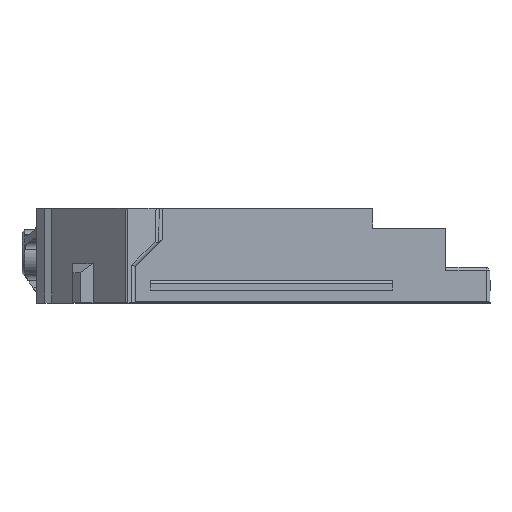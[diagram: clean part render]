
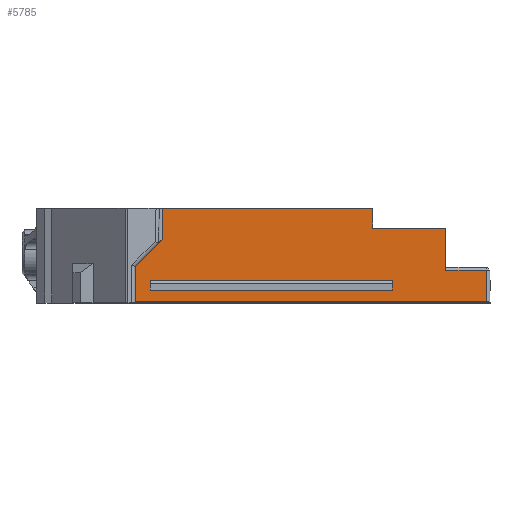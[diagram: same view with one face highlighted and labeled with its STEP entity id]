
A CAD part, top view. The second image highlights one B-rep face of the part: STEP entity #5785.
In plain terms, the highlighted planar face has unit normal (0, 0, 1).
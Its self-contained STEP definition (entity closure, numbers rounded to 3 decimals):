
#231=FACE_BOUND('',#883,.T.);
#545=FACE_OUTER_BOUND('',#882,.T.);
#882=EDGE_LOOP('',(#4283,#4284,#4285,#4286,#4287,#4288,#4289,#4290,#4291,
#4292));
#883=EDGE_LOOP('',(#4293,#4294,#4295,#4296));
#1288=LINE('',#8738,#1881);
#1307=LINE('',#8801,#1900);
#1385=LINE('',#9189,#1978);
#1396=LINE('',#9210,#1989);
#1397=LINE('',#9212,#1990);
#1398=LINE('',#9214,#1991);
#1399=LINE('',#9216,#1992);
#1400=LINE('',#9218,#1993);
#1401=LINE('',#9220,#1994);
#1402=LINE('',#9222,#1995);
#1403=LINE('',#9224,#1996);
#1404=LINE('',#9225,#1997);
#1405=LINE('',#9227,#1998);
#1406=LINE('',#9228,#1999);
#1881=VECTOR('',#6930,58.9);
#1900=VECTOR('',#6981,20.5);
#1978=VECTOR('',#7197,2.8);
#1989=VECTOR('',#7214,68.);
#1990=VECTOR('',#7217,5.5);
#1991=VECTOR('',#7218,8.734);
#1992=VECTOR('',#7219,10.705);
#1993=VECTOR('',#7220,9.7);
#1994=VECTOR('',#7221,98.6);
#1995=VECTOR('',#7222,8.7);
#1996=VECTOR('',#7223,11.4);
#1997=VECTOR('',#7224,11.8);
#1998=VECTOR('',#7225,2.8);
#1999=VECTOR('',#7226,68.);
#2508=VERTEX_POINT('',#8735);
#2509=VERTEX_POINT('',#8737);
#2536=VERTEX_POINT('',#8798);
#2537=VERTEX_POINT('',#8800);
#2627=VERTEX_POINT('',#9186);
#2628=VERTEX_POINT('',#9188);
#2635=VERTEX_POINT('',#9208);
#2636=VERTEX_POINT('',#9213);
#2637=VERTEX_POINT('',#9215);
#2638=VERTEX_POINT('',#9217);
#2639=VERTEX_POINT('',#9219);
#2640=VERTEX_POINT('',#9221);
#2641=VERTEX_POINT('',#9223);
#2642=VERTEX_POINT('',#9226);
#3096=EDGE_CURVE('',#2508,#2509,#1288,.T.);
#3127=EDGE_CURVE('',#2537,#2536,#1307,.T.);
#3255=EDGE_CURVE('',#2628,#2627,#1385,.T.);
#3266=EDGE_CURVE('',#2635,#2627,#1396,.T.);
#3267=EDGE_CURVE('',#2509,#2536,#1397,.T.);
#3268=EDGE_CURVE('',#2508,#2636,#1398,.T.);
#3269=EDGE_CURVE('',#2636,#2637,#1399,.T.);
#3270=EDGE_CURVE('',#2638,#2637,#1400,.T.);
#3271=EDGE_CURVE('',#2638,#2639,#1401,.T.);
#3272=EDGE_CURVE('',#2639,#2640,#1402,.T.);
#3273=EDGE_CURVE('',#2640,#2641,#1403,.T.);
#3274=EDGE_CURVE('',#2641,#2537,#1404,.T.);
#3275=EDGE_CURVE('',#2642,#2635,#1405,.T.);
#3276=EDGE_CURVE('',#2642,#2628,#1406,.T.);
#4283=ORIENTED_EDGE('',*,*,#3127,.T.);
#4284=ORIENTED_EDGE('',*,*,#3267,.F.);
#4285=ORIENTED_EDGE('',*,*,#3096,.F.);
#4286=ORIENTED_EDGE('',*,*,#3268,.T.);
#4287=ORIENTED_EDGE('',*,*,#3269,.T.);
#4288=ORIENTED_EDGE('',*,*,#3270,.F.);
#4289=ORIENTED_EDGE('',*,*,#3271,.T.);
#4290=ORIENTED_EDGE('',*,*,#3272,.T.);
#4291=ORIENTED_EDGE('',*,*,#3273,.T.);
#4292=ORIENTED_EDGE('',*,*,#3274,.T.);
#4293=ORIENTED_EDGE('',*,*,#3255,.T.);
#4294=ORIENTED_EDGE('',*,*,#3266,.F.);
#4295=ORIENTED_EDGE('',*,*,#3275,.F.);
#4296=ORIENTED_EDGE('',*,*,#3276,.T.);
#5582=PLANE('',#6232);
#5785=ADVANCED_FACE('',(#545,#231),#5582,.T.);
#6232=AXIS2_PLACEMENT_3D('',#9211,#7215,#7216);
#6930=DIRECTION('',(1.,0.,0.));
#6981=DIRECTION('',(-1.,0.,0.));
#7197=DIRECTION('',(0.,1.,0.));
#7214=DIRECTION('',(-1.,0.,0.));
#7215=DIRECTION('center_axis',(0.,0.,1.));
#7216=DIRECTION('ref_axis',(1.,0.,0.));
#7217=DIRECTION('',(0.,-1.,0.));
#7218=DIRECTION('',(-0.026,-1.,0.));
#7219=DIRECTION('',(-0.707,-0.707,0.));
#7220=DIRECTION('',(0.,1.,0.));
#7221=DIRECTION('',(1.,0.,0.));
#7222=DIRECTION('',(0.,1.,0.));
#7223=DIRECTION('',(-1.,0.,0.));
#7224=DIRECTION('',(0.,1.,0.));
#7225=DIRECTION('',(0.,1.,0.));
#7226=DIRECTION('',(-1.,0.,0.));
#8735=CARTESIAN_POINT('',(-94.4,15.,26.5));
#8737=CARTESIAN_POINT('',(-35.5,15.,26.5));
#8738=CARTESIAN_POINT('',(-94.4,15.,26.5));
#8798=CARTESIAN_POINT('',(-35.5,9.5,26.5));
#8800=CARTESIAN_POINT('',(-15.,9.5,26.5));
#8801=CARTESIAN_POINT('',(-15.,9.5,26.5));
#9186=CARTESIAN_POINT('',(-98.,-5.1,26.5));
#9188=CARTESIAN_POINT('',(-98.,-7.9,26.5));
#9189=CARTESIAN_POINT('',(-98.,-7.9,26.5));
#9208=CARTESIAN_POINT('',(-30.,-5.1,26.5));
#9210=CARTESIAN_POINT('',(-30.,-5.1,26.5));
#9211=CARTESIAN_POINT('Origin',(-114.921,0.,26.5));
#9212=CARTESIAN_POINT('',(-35.5,15.,26.5));
#9213=CARTESIAN_POINT('',(-94.631,6.269,26.5));
#9214=CARTESIAN_POINT('',(-94.4,15.,26.5));
#9215=CARTESIAN_POINT('',(-102.2,-1.3,26.5));
#9216=CARTESIAN_POINT('',(-94.631,6.269,26.5));
#9217=CARTESIAN_POINT('',(-102.2,-11.,26.5));
#9218=CARTESIAN_POINT('',(-102.2,-11.,26.5));
#9219=CARTESIAN_POINT('',(-3.6,-11.,26.5));
#9220=CARTESIAN_POINT('',(-102.2,-11.,26.5));
#9221=CARTESIAN_POINT('',(-3.6,-2.3,26.5));
#9222=CARTESIAN_POINT('',(-3.6,-11.,26.5));
#9223=CARTESIAN_POINT('',(-15.,-2.3,26.5));
#9224=CARTESIAN_POINT('',(-3.6,-2.3,26.5));
#9225=CARTESIAN_POINT('',(-15.,-2.3,26.5));
#9226=CARTESIAN_POINT('',(-30.,-7.9,26.5));
#9227=CARTESIAN_POINT('',(-30.,-7.9,26.5));
#9228=CARTESIAN_POINT('',(-30.,-7.9,26.5));
